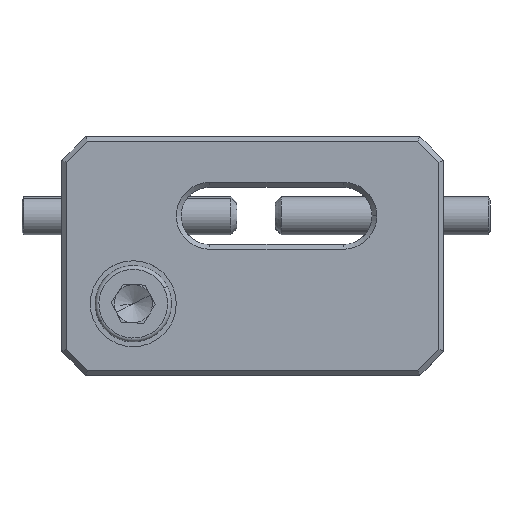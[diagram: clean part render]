
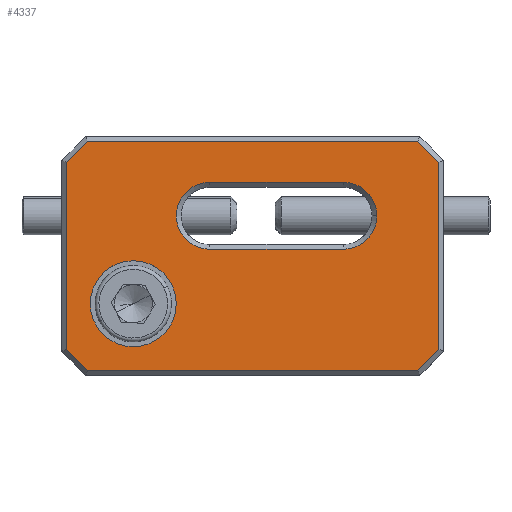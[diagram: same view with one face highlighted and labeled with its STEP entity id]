
A CAD part, top view. The second image highlights one B-rep face of the part: STEP entity #4337.
In plain terms, the highlighted planar face has unit normal (0, 0, 1).
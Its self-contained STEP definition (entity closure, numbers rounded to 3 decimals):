
#13 = ORIENTED_EDGE ( 'NONE', *, *, #4351, .T. ) ;
#36 = ORIENTED_EDGE ( 'NONE', *, *, #1420, .T. ) ;
#49 = CARTESIAN_POINT ( 'NONE',  ( 5.414, 49., 0. ) ) ;
#96 = CARTESIAN_POINT ( 'NONE',  ( 31., 40.4, 0. ) ) ;
#136 = CARTESIAN_POINT ( 'NONE',  ( 5.414, 1., 0. ) ) ;
#140 = LINE ( 'NONE', #1429, #1657 ) ;
#150 = DIRECTION ( 'NONE',  ( 0., 0., -1. ) ) ;
#202 = FACE_OUTER_BOUND ( 'NONE', #1471, .T. ) ;
#204 = DIRECTION ( 'NONE',  ( -1., 0., 0. ) ) ;
#228 = EDGE_CURVE ( 'NONE', #2715, #4295, #4375, .T. ) ;
#248 = AXIS2_PLACEMENT_3D ( 'NONE', #1115, #3744, #4169 ) ;
#388 = VERTEX_POINT ( 'NONE', #1206 ) ;
#422 = DIRECTION ( 'NONE',  ( -1., 0., 0. ) ) ;
#433 = CARTESIAN_POINT ( 'NONE',  ( 0.707, 44.293, 0. ) ) ;
#478 = DIRECTION ( 'NONE',  ( 0., 1., 0. ) ) ;
#490 = ORIENTED_EDGE ( 'NONE', *, *, #4132, .T. ) ;
#526 = LINE ( 'NONE', #1825, #2259 ) ;
#528 = AXIS2_PLACEMENT_3D ( 'NONE', #3901, #2832, #1254 ) ;
#574 = VERTEX_POINT ( 'NONE', #96 ) ;
#646 = CARTESIAN_POINT ( 'NONE',  ( 6., 15., 0. ) ) ;
#702 = CIRCLE ( 'NONE', #3163, 7. ) ;
#768 = DIRECTION ( 'NONE',  ( 1., 0., 0. ) ) ;
#803 = CARTESIAN_POINT ( 'NONE',  ( 1., 5.414, 0. ) ) ;
#814 = CARTESIAN_POINT ( 'NONE',  ( 59., 40.4, 0. ) ) ;
#826 = DIRECTION ( 'NONE',  ( -1., 0., 0. ) ) ;
#899 = VERTEX_POINT ( 'NONE', #3394 ) ;
#910 = VERTEX_POINT ( 'NONE', #814 ) ;
#920 = AXIS2_PLACEMENT_3D ( 'NONE', #2134, #1432, #768 ) ;
#958 = EDGE_CURVE ( 'NONE', #3694, #574, #1013, .T. ) ;
#964 = EDGE_CURVE ( 'NONE', #3496, #1227, #140, .T. ) ;
#985 = EDGE_LOOP ( 'NONE', ( #2318, #13, #3003, #3231, #3478 ) ) ;
#1011 = DIRECTION ( 'NONE',  ( 1., 0., 0. ) ) ;
#1013 = CIRCLE ( 'NONE', #248, 7. ) ;
#1060 = EDGE_CURVE ( 'NONE', #388, #2397, #1800, .T. ) ;
#1080 = CARTESIAN_POINT ( 'NONE',  ( 0., 26.4, 0. ) ) ;
#1105 = ORIENTED_EDGE ( 'NONE', *, *, #2671, .T. ) ;
#1115 = CARTESIAN_POINT ( 'NONE',  ( 31., 33.4, 0. ) ) ;
#1202 = CARTESIAN_POINT ( 'NONE',  ( 0., 50., 0. ) ) ;
#1206 = CARTESIAN_POINT ( 'NONE',  ( 24., 15., 0. ) ) ;
#1219 = CARTESIAN_POINT ( 'NONE',  ( 1., 44.586, 0. ) ) ;
#1227 = VERTEX_POINT ( 'NONE', #1297 ) ;
#1254 = DIRECTION ( 'NONE',  ( 1., 0., 0. ) ) ;
#1297 = CARTESIAN_POINT ( 'NONE',  ( 79., 44.586, 0. ) ) ;
#1327 = VECTOR ( 'NONE', #3343, 1000. ) ;
#1355 = VERTEX_POINT ( 'NONE', #4032 ) ;
#1357 = DIRECTION ( 'NONE',  ( 0., -1., 0. ) ) ;
#1362 = VECTOR ( 'NONE', #1357, 1000. ) ;
#1378 = CARTESIAN_POINT ( 'NONE',  ( 5., 49., 0. ) ) ;
#1392 = EDGE_CURVE ( 'NONE', #574, #910, #3136, .T. ) ;
#1420 = EDGE_CURVE ( 'NONE', #2585, #2715, #4136, .T. ) ;
#1429 = CARTESIAN_POINT ( 'NONE',  ( 79., 45., 0. ) ) ;
#1432 = DIRECTION ( 'NONE',  ( 0., 0., 1. ) ) ;
#1466 = ORIENTED_EDGE ( 'NONE', *, *, #2410, .T. ) ;
#1471 = EDGE_LOOP ( 'NONE', ( #4187, #490, #2785, #36, #3539, #1105, #1466, #2206 ) ) ;
#1509 = FACE_BOUND ( 'NONE', #4250, .T. ) ;
#1657 = VECTOR ( 'NONE', #478, 1000. ) ;
#1707 = CARTESIAN_POINT ( 'NONE',  ( 31., 26.4, 0. ) ) ;
#1793 = EDGE_CURVE ( 'NONE', #2210, #2585, #3042, .T. ) ;
#1800 = CIRCLE ( 'NONE', #528, 9. ) ;
#1825 = CARTESIAN_POINT ( 'NONE',  ( 74.293, 49.293, 0. ) ) ;
#1839 = VECTOR ( 'NONE', #3738, 1000. ) ;
#1866 = CARTESIAN_POINT ( 'NONE',  ( 59., 33.4, 0. ) ) ;
#1878 = LINE ( 'NONE', #4172, #2453 ) ;
#1976 = EDGE_CURVE ( 'NONE', #2763, #3496, #4088, .T. ) ;
#2028 = EDGE_CURVE ( 'NONE', #910, #1355, #3591, .T. ) ;
#2134 = CARTESIAN_POINT ( 'NONE',  ( 15., 15., 0. ) ) ;
#2206 = ORIENTED_EDGE ( 'NONE', *, *, #1976, .T. ) ;
#2210 = VERTEX_POINT ( 'NONE', #3059 ) ;
#2259 = VECTOR ( 'NONE', #2549, 1000. ) ;
#2260 = PLANE ( 'NONE',  #2388 ) ;
#2318 = ORIENTED_EDGE ( 'NONE', *, *, #2028, .T. ) ;
#2339 = LINE ( 'NONE', #3292, #4010 ) ;
#2388 = AXIS2_PLACEMENT_3D ( 'NONE', #1202, #3914, #826 ) ;
#2397 = VERTEX_POINT ( 'NONE', #646 ) ;
#2408 = CARTESIAN_POINT ( 'NONE',  ( 79.293, 5.707, 0. ) ) ;
#2410 = EDGE_CURVE ( 'NONE', #4188, #2763, #2339, .T. ) ;
#2453 = VECTOR ( 'NONE', #4217, 1000. ) ;
#2519 = VECTOR ( 'NONE', #3754, 1000. ) ;
#2549 = DIRECTION ( 'NONE',  ( -0.707, 0.707, 0. ) ) ;
#2585 = VERTEX_POINT ( 'NONE', #49 ) ;
#2621 = EDGE_CURVE ( 'NONE', #2397, #388, #2730, .T. ) ;
#2671 = EDGE_CURVE ( 'NONE', #4295, #4188, #1878, .T. ) ;
#2693 = ORIENTED_EDGE ( 'NONE', *, *, #2621, .F. ) ;
#2715 = VERTEX_POINT ( 'NONE', #1219 ) ;
#2730 = CIRCLE ( 'NONE', #920, 9. ) ;
#2763 = VERTEX_POINT ( 'NONE', #3167 ) ;
#2785 = ORIENTED_EDGE ( 'NONE', *, *, #1793, .T. ) ;
#2832 = DIRECTION ( 'NONE',  ( 0., 0., 1. ) ) ;
#2891 = CARTESIAN_POINT ( 'NONE',  ( 59., 33.4, 0. ) ) ;
#3003 = ORIENTED_EDGE ( 'NONE', *, *, #3467, .T. ) ;
#3042 = LINE ( 'NONE', #1378, #1327 ) ;
#3046 = CARTESIAN_POINT ( 'NONE',  ( 0., 40.4, 0. ) ) ;
#3059 = CARTESIAN_POINT ( 'NONE',  ( 74.586, 49., 0. ) ) ;
#3093 = VECTOR ( 'NONE', #422, 1000. ) ;
#3136 = LINE ( 'NONE', #3046, #4165 ) ;
#3155 = AXIS2_PLACEMENT_3D ( 'NONE', #1866, #4296, #204 ) ;
#3163 = AXIS2_PLACEMENT_3D ( 'NONE', #2891, #150, #4275 ) ;
#3167 = CARTESIAN_POINT ( 'NONE',  ( 74.586, 1., 0. ) ) ;
#3177 = CARTESIAN_POINT ( 'NONE',  ( 79., 5.414, 0. ) ) ;
#3179 = FACE_BOUND ( 'NONE', #985, .T. ) ;
#3231 = ORIENTED_EDGE ( 'NONE', *, *, #958, .T. ) ;
#3292 = CARTESIAN_POINT ( 'NONE',  ( 75., 1., 0. ) ) ;
#3343 = DIRECTION ( 'NONE',  ( -1., 0., 0. ) ) ;
#3394 = CARTESIAN_POINT ( 'NONE',  ( 59., 26.4, 0. ) ) ;
#3428 = DIRECTION ( 'NONE',  ( 1., 0., 0. ) ) ;
#3467 = EDGE_CURVE ( 'NONE', #899, #3694, #4105, .T. ) ;
#3478 = ORIENTED_EDGE ( 'NONE', *, *, #1392, .T. ) ;
#3496 = VERTEX_POINT ( 'NONE', #3177 ) ;
#3539 = ORIENTED_EDGE ( 'NONE', *, *, #228, .T. ) ;
#3591 = CIRCLE ( 'NONE', #3155, 7. ) ;
#3694 = VERTEX_POINT ( 'NONE', #1707 ) ;
#3738 = DIRECTION ( 'NONE',  ( -0.707, -0.707, 0. ) ) ;
#3744 = DIRECTION ( 'NONE',  ( 0., 0., -1. ) ) ;
#3754 = DIRECTION ( 'NONE',  ( 0.707, 0.707, 0. ) ) ;
#3901 = CARTESIAN_POINT ( 'NONE',  ( 15., 15., 0. ) ) ;
#3914 = DIRECTION ( 'NONE',  ( 0., 0., -1. ) ) ;
#4010 = VECTOR ( 'NONE', #1011, 1000. ) ;
#4032 = CARTESIAN_POINT ( 'NONE',  ( 66., 33.4, 0. ) ) ;
#4048 = CARTESIAN_POINT ( 'NONE',  ( 1., 5., 0. ) ) ;
#4088 = LINE ( 'NONE', #2408, #2519 ) ;
#4105 = LINE ( 'NONE', #1080, #3093 ) ;
#4132 = EDGE_CURVE ( 'NONE', #1227, #2210, #526, .T. ) ;
#4136 = LINE ( 'NONE', #433, #1839 ) ;
#4165 = VECTOR ( 'NONE', #3428, 1000. ) ;
#4169 = DIRECTION ( 'NONE',  ( -1., 0., 0. ) ) ;
#4172 = CARTESIAN_POINT ( 'NONE',  ( 5.707, 0.707, 0. ) ) ;
#4187 = ORIENTED_EDGE ( 'NONE', *, *, #964, .T. ) ;
#4188 = VERTEX_POINT ( 'NONE', #136 ) ;
#4195 = ORIENTED_EDGE ( 'NONE', *, *, #1060, .F. ) ;
#4217 = DIRECTION ( 'NONE',  ( 0.707, -0.707, 0. ) ) ;
#4250 = EDGE_LOOP ( 'NONE', ( #4195, #2693 ) ) ;
#4275 = DIRECTION ( 'NONE',  ( -1., 0., 0. ) ) ;
#4295 = VERTEX_POINT ( 'NONE', #803 ) ;
#4296 = DIRECTION ( 'NONE',  ( 0., 0., -1. ) ) ;
#4337 = ADVANCED_FACE ( 'NONE', ( #3179, #202, #1509 ), #2260, .F. ) ;
#4351 = EDGE_CURVE ( 'NONE', #1355, #899, #702, .T. ) ;
#4375 = LINE ( 'NONE', #4048, #1362 ) ;
